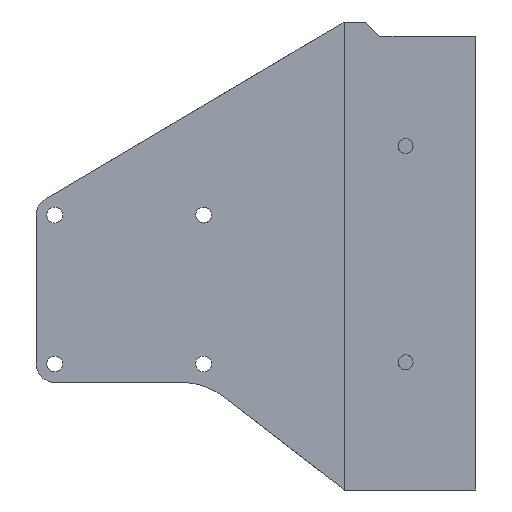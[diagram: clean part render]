
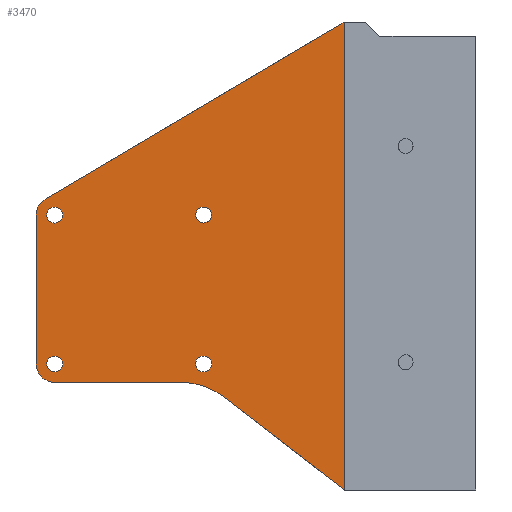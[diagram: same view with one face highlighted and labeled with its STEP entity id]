
A CAD part, left-side view. The second image highlights one B-rep face of the part: STEP entity #3470.
In plain terms, the highlighted planar face has unit normal (-1, 0, 0).
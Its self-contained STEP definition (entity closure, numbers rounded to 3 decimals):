
#3209=CARTESIAN_POINT('',(-0.941,316.199,470.058));
#3210=VERTEX_POINT('',#3209);
#3211=CARTESIAN_POINT('',(-0.941,316.21,470.066));
#3212=VERTEX_POINT('',#3211);
#3213=CARTESIAN_POINT('',(-0.941,316.199,470.058));
#3214=DIRECTION('',(0.,0.793,0.61));
#3215=VECTOR('',#3214,0.014);
#3216=LINE('',#3213,#3215);
#3217=EDGE_CURVE('',#3210,#3212,#3216,.T.);
#3219=CARTESIAN_POINT('',(-0.941,342.151,490.025));
#3220=VERTEX_POINT('',#3219);
#3221=CARTESIAN_POINT('',(-0.941,316.21,470.066));
#3222=DIRECTION('',(0.,0.793,0.61));
#3223=VECTOR('',#3222,32.731);
#3224=LINE('',#3221,#3223);
#3225=EDGE_CURVE('',#3212,#3220,#3224,.T.);
#3262=CARTESIAN_POINT('',(-0.941,316.811,569.687));
#3263=VERTEX_POINT('',#3262);
#3264=CARTESIAN_POINT('',(-0.941,380.175,532.198));
#3265=VERTEX_POINT('',#3264);
#3266=CARTESIAN_POINT('',(-0.941,316.811,569.687));
#3267=DIRECTION('',(0.,0.861,-0.509));
#3268=VECTOR('',#3267,73.624);
#3269=LINE('',#3266,#3268);
#3270=EDGE_CURVE('',#3263,#3265,#3269,.T.);
#3272=CARTESIAN_POINT('',(-0.941,316.199,570.05));
#3273=VERTEX_POINT('',#3272);
#3274=CARTESIAN_POINT('',(-0.941,316.811,569.687));
#3275=DIRECTION('',(0.,-0.861,0.509));
#3276=VECTOR('',#3275,0.711);
#3277=LINE('',#3274,#3276);
#3278=EDGE_CURVE('',#3263,#3273,#3277,.T.);
#3309=CARTESIAN_POINT('',(-0.941,348.044,496.978));
#3310=VERTEX_POINT('',#3309);
#3320=CARTESIAN_POINT('',(-0.941,346.344,495.278));
#3321=VERTEX_POINT('',#3320);
#3322=CARTESIAN_POINT('',(-0.941,346.344,496.978));
#3323=DIRECTION('',(-1.,0.,0.));
#3324=DIRECTION('',(0.,0.,-1.));
#3325=AXIS2_PLACEMENT_3D('',#3322,#3323,#3324);
#3326=CIRCLE('',#3325,1.7);
#3327=EDGE_CURVE('',#3310,#3321,#3326,.T.);
#3329=CARTESIAN_POINT('',(-0.941,346.344,496.978));
#3330=DIRECTION('',(-1.,0.,0.));
#3331=DIRECTION('',(0.,0.,-1.));
#3332=AXIS2_PLACEMENT_3D('',#3329,#3330,#3331);
#3333=CIRCLE('',#3332,1.7);
#3334=EDGE_CURVE('',#3321,#3310,#3333,.T.);
#3339=CARTESIAN_POINT('',(-0.941,378.164,528.798));
#3340=DIRECTION('',(1.,-0.,0.));
#3341=DIRECTION('',(0.,1.,0.));
#3342=AXIS2_PLACEMENT_3D('',#3339,#3340,#3341);
#3343=PLANE('',#3342);
#3344=ORIENTED_EDGE('',*,*,#3217,.F.);
#3345=CARTESIAN_POINT('',(-0.941,316.199,570.05));
#3346=DIRECTION('',(0.,0.,-1.));
#3347=VECTOR('',#3346,99.992);
#3348=LINE('',#3345,#3347);
#3349=EDGE_CURVE('',#3273,#3210,#3348,.T.);
#3350=ORIENTED_EDGE('',*,*,#3349,.F.);
#3351=ORIENTED_EDGE('',*,*,#3278,.F.);
#3352=ORIENTED_EDGE('',*,*,#3270,.T.);
#3353=CARTESIAN_POINT('',(-0.941,382.114,528.798));
#3354=VERTEX_POINT('',#3353);
#3355=CARTESIAN_POINT('',(-0.941,378.164,528.798));
#3356=DIRECTION('',(1.,-0.,0.));
#3357=DIRECTION('',(0.,1.,0.));
#3358=AXIS2_PLACEMENT_3D('',#3355,#3356,#3357);
#3359=CIRCLE('',#3358,3.95);
#3360=EDGE_CURVE('',#3354,#3265,#3359,.T.);
#3361=ORIENTED_EDGE('',*,*,#3360,.F.);
#3362=CARTESIAN_POINT('',(-0.941,382.114,528.796));
#3363=VERTEX_POINT('',#3362);
#3364=CARTESIAN_POINT('',(-0.941,378.164,528.798));
#3365=DIRECTION('',(1.,-0.,0.));
#3366=DIRECTION('',(0.,1.,0.));
#3367=AXIS2_PLACEMENT_3D('',#3364,#3365,#3366);
#3368=CIRCLE('',#3367,3.95);
#3369=EDGE_CURVE('',#3363,#3354,#3368,.T.);
#3370=ORIENTED_EDGE('',*,*,#3369,.F.);
#3371=CARTESIAN_POINT('',(-0.941,382.092,496.978));
#3372=VERTEX_POINT('',#3371);
#3373=CARTESIAN_POINT('',(-0.941,382.092,496.978));
#3374=DIRECTION('',(-0.,0.001,1.));
#3375=VECTOR('',#3374,31.817);
#3376=LINE('',#3373,#3375);
#3377=EDGE_CURVE('',#3372,#3363,#3376,.T.);
#3378=ORIENTED_EDGE('',*,*,#3377,.F.);
#3379=CARTESIAN_POINT('',(-0.941,378.152,493.038));
#3380=VERTEX_POINT('',#3379);
#3381=CARTESIAN_POINT('',(-0.941,378.152,496.978));
#3382=DIRECTION('',(-1.,0.,-0.));
#3383=DIRECTION('',(0.,1.,0.));
#3384=AXIS2_PLACEMENT_3D('',#3381,#3382,#3383);
#3385=CIRCLE('',#3384,3.94);
#3386=EDGE_CURVE('',#3372,#3380,#3385,.T.);
#3387=ORIENTED_EDGE('',*,*,#3386,.T.);
#3388=CARTESIAN_POINT('',(-0.941,351.009,493.038));
#3389=VERTEX_POINT('',#3388);
#3390=CARTESIAN_POINT('',(-0.941,378.152,493.038));
#3391=DIRECTION('',(-0.,-1.,-0.));
#3392=VECTOR('',#3391,27.143);
#3393=LINE('',#3390,#3392);
#3394=EDGE_CURVE('',#3380,#3389,#3393,.T.);
#3395=ORIENTED_EDGE('',*,*,#3394,.T.);
#3396=CARTESIAN_POINT('',(-0.941,351.009,478.513));
#3397=DIRECTION('',(1.,-0.,0.));
#3398=DIRECTION('',(0.,1.,0.));
#3399=AXIS2_PLACEMENT_3D('',#3396,#3397,#3398);
#3400=CIRCLE('',#3399,14.525);
#3401=EDGE_CURVE('',#3389,#3220,#3400,.T.);
#3402=ORIENTED_EDGE('',*,*,#3401,.T.);
#3403=ORIENTED_EDGE('',*,*,#3225,.F.);
#3404=EDGE_LOOP('',(#3344,#3350,#3351,#3352,#3361,#3370,#3378,#3387,#3395,#3402,#3403));
#3405=FACE_BOUND('',#3404,.T.);
#3406=CARTESIAN_POINT('',(-0.941,379.638,529.644));
#3407=VERTEX_POINT('',#3406);
#3408=CARTESIAN_POINT('',(-0.941,379.864,528.798));
#3409=VERTEX_POINT('',#3408);
#3410=CARTESIAN_POINT('',(-0.941,378.164,528.798));
#3411=DIRECTION('',(1.,-0.,-0.));
#3412=DIRECTION('',(0.,0.868,0.497));
#3413=AXIS2_PLACEMENT_3D('',#3410,#3411,#3412);
#3414=CIRCLE('',#3413,1.7);
#3415=EDGE_CURVE('',#3407,#3409,#3414,.T.);
#3416=ORIENTED_EDGE('',*,*,#3415,.T.);
#3417=CARTESIAN_POINT('',(-0.941,378.164,528.798));
#3418=DIRECTION('',(1.,-0.,-0.));
#3419=DIRECTION('',(0.,0.868,0.497));
#3420=AXIS2_PLACEMENT_3D('',#3417,#3418,#3419);
#3421=CIRCLE('',#3420,1.7);
#3422=EDGE_CURVE('',#3409,#3407,#3421,.T.);
#3423=ORIENTED_EDGE('',*,*,#3422,.T.);
#3424=EDGE_LOOP('',(#3416,#3423));
#3425=FACE_BOUND('',#3424,.T.);
#3426=CARTESIAN_POINT('',(-0.941,379.852,496.978));
#3427=VERTEX_POINT('',#3426);
#3428=CARTESIAN_POINT('',(-0.941,378.14,495.279));
#3429=VERTEX_POINT('',#3428);
#3430=CARTESIAN_POINT('',(-0.941,378.152,496.978));
#3431=DIRECTION('',(-1.,-0.,0.));
#3432=DIRECTION('',(0.,-0.007,-1.));
#3433=AXIS2_PLACEMENT_3D('',#3430,#3431,#3432);
#3434=CIRCLE('',#3433,1.7);
#3435=EDGE_CURVE('',#3427,#3429,#3434,.T.);
#3436=ORIENTED_EDGE('',*,*,#3435,.F.);
#3437=CARTESIAN_POINT('',(-0.941,378.152,496.978));
#3438=DIRECTION('',(-1.,-0.,0.));
#3439=DIRECTION('',(0.,-0.007,-1.));
#3440=AXIS2_PLACEMENT_3D('',#3437,#3438,#3439);
#3441=CIRCLE('',#3440,1.7);
#3442=EDGE_CURVE('',#3429,#3427,#3441,.T.);
#3443=ORIENTED_EDGE('',*,*,#3442,.F.);
#3444=EDGE_LOOP('',(#3436,#3443));
#3445=FACE_BOUND('',#3444,.T.);
#3446=ORIENTED_EDGE('',*,*,#3327,.F.);
#3447=ORIENTED_EDGE('',*,*,#3334,.F.);
#3448=EDGE_LOOP('',(#3446,#3447));
#3449=FACE_BOUND('',#3448,.T.);
#3450=CARTESIAN_POINT('',(-0.941,344.702,529.239));
#3451=VERTEX_POINT('',#3450);
#3452=CARTESIAN_POINT('',(-0.941,346.344,530.498));
#3453=VERTEX_POINT('',#3452);
#3454=CARTESIAN_POINT('',(-0.941,346.344,528.798));
#3455=DIRECTION('',(1.,0.,0.));
#3456=DIRECTION('',(0.,-0.966,0.259));
#3457=AXIS2_PLACEMENT_3D('',#3454,#3455,#3456);
#3458=CIRCLE('',#3457,1.7);
#3459=EDGE_CURVE('',#3451,#3453,#3458,.T.);
#3460=ORIENTED_EDGE('',*,*,#3459,.T.);
#3461=CARTESIAN_POINT('',(-0.941,346.344,528.798));
#3462=DIRECTION('',(1.,0.,0.));
#3463=DIRECTION('',(0.,-0.966,0.259));
#3464=AXIS2_PLACEMENT_3D('',#3461,#3462,#3463);
#3465=CIRCLE('',#3464,1.7);
#3466=EDGE_CURVE('',#3453,#3451,#3465,.T.);
#3467=ORIENTED_EDGE('',*,*,#3466,.T.);
#3468=EDGE_LOOP('',(#3460,#3467));
#3469=FACE_BOUND('',#3468,.T.);
#3470=ADVANCED_FACE('',(#3405,#3425,#3445,#3449,#3469),#3343,.F.);
